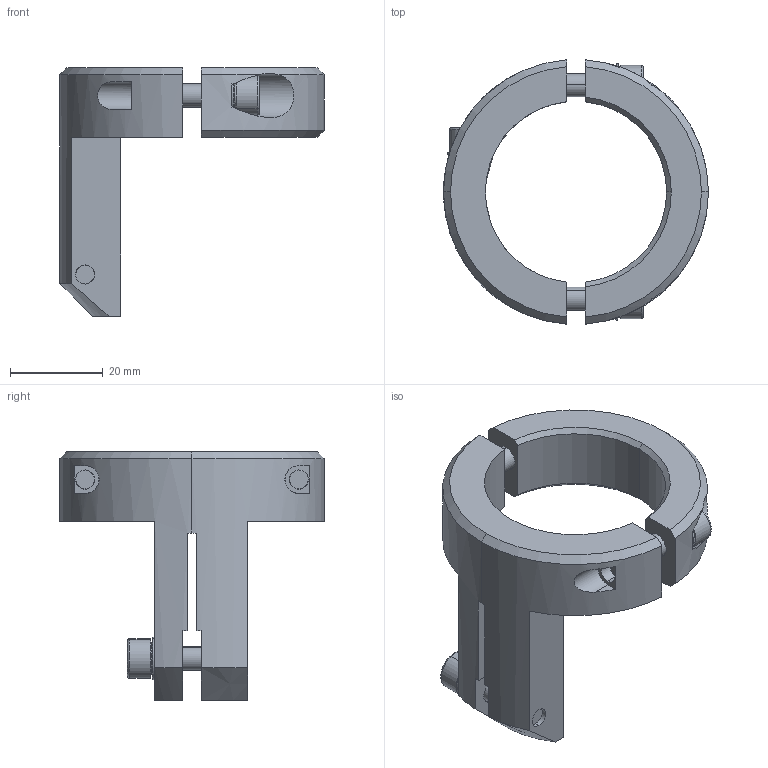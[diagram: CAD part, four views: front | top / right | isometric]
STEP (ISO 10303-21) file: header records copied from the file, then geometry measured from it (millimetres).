
FILE_DESCRIPTION(('no description'),'unknown implementation level');
FILE_NAME('149687E4-2CC9-4B39-83FC-D3EBEA83B81D_export.stp',' ',('CIMSOURCE GmbH'),('CADClick - KiM GmbH - www.kimweb.de'),'unknown preprocess','ACIS','unknown authorization');
FILE_SCHEMA(('automotive_design'));
Length unit declared in the file: millimetre
Products named in the file (8): 663.141 Kaiser AR 41S|693.176 Kaiser ETL �5,3_9,2L_Standard;NONE; 663.141 Kaiser AR 41S|663.908 Kaiser Ringsegment rechts_Standard;NONE; 663.141 Kaiser AR 41S|690.104 Kaiser ETL M5 X 20A_Standard;NONE; 663.141 Kaiser AR 41S|663.903 Kaiser Ringsegment links_Standard;NONE
Bounding box: 57 x 56.86 x 53.5 mm (x, y, z)
Volume: 24567.5 mm3; surface area: 12762.1 mm2
Topology: 8 solids, 8 shells, 167 faces, 397 edges, 242 vertices
Faces by surface type: plane 73, cone 48, cylinder 40, torus 6
Entity records: 9702 total; most frequent: CARTESIAN_POINT 1057, DIRECTION 893, STYLED_ITEM 808, PRESENTATION_STYLE_ASSIGNMENT 808, COLOUR_RGB 808, ORIENTED_EDGE 782, EDGE_CURVE 391, CURVE_STYLE 391
